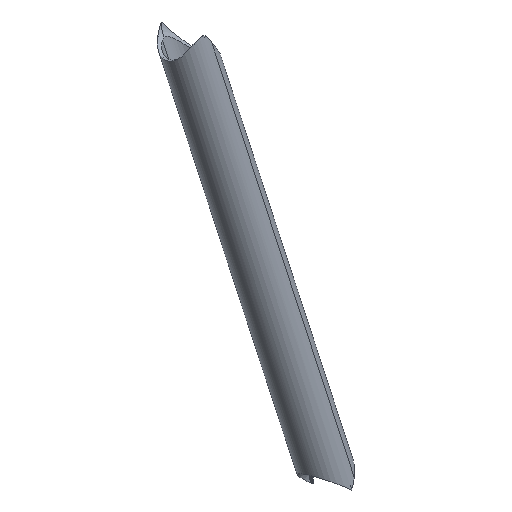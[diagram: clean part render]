
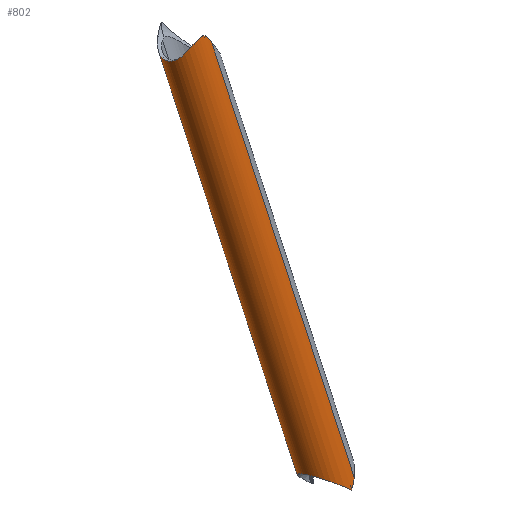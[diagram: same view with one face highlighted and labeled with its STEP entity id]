
A CAD part, isometric view. The second image highlights one B-rep face of the part: STEP entity #802.
In plain terms, the highlighted cylindrical face has radius 12.5 mm (diameter 25 mm), a partial arc.
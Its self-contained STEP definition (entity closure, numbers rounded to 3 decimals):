
#63=CARTESIAN_POINT('Vertex',(-340.644,171.57,-50.681)) ;
#67=CARTESIAN_POINT('Control Point',(-332.546,184.651,-63.152)) ;
#68=CARTESIAN_POINT('Control Point',(-333.887,184.538,-61.844)) ;
#69=CARTESIAN_POINT('Control Point',(-335.19,184.263,-60.512)) ;
#70=CARTESIAN_POINT('Control Point',(-336.435,183.814,-59.17)) ;
#71=CARTESIAN_POINT('Control Point',(-338.406,182.719,-56.906)) ;
#72=CARTESIAN_POINT('Control Point',(-339.976,180.962,-54.774)) ;
#73=CARTESIAN_POINT('Control Point',(-340.533,180.123,-53.939)) ;
#74=CARTESIAN_POINT('Control Point',(-341.221,178.575,-52.719)) ;
#75=CARTESIAN_POINT('Control Point',(-341.505,176.754,-51.78)) ;
#76=CARTESIAN_POINT('Control Point',(-341.547,176.039,-51.476)) ;
#77=CARTESIAN_POINT('Control Point',(-341.498,174.705,-51.03)) ;
#78=CARTESIAN_POINT('Control Point',(-341.233,173.349,-50.781)) ;
#79=CARTESIAN_POINT('Control Point',(-341.073,172.746,-50.709)) ;
#80=CARTESIAN_POINT('Control Point',(-340.875,172.151,-50.677)) ;
#81=CARTESIAN_POINT('Control Point',(-340.644,171.57,-50.681)) ;
#82=CARTESIAN_POINT('Vertex',(-332.546,184.651,-63.152)) ;
#183=CARTESIAN_POINT('Vertex',(-326.954,160.594,-59.562)) ;
#187=CARTESIAN_POINT('Control Point',(-326.954,160.594,-59.562)) ;
#188=CARTESIAN_POINT('Control Point',(-327.253,160.656,-59.303)) ;
#189=CARTESIAN_POINT('Control Point',(-327.527,160.72,-59.067)) ;
#190=CARTESIAN_POINT('Control Point',(-327.757,160.779,-58.871)) ;
#191=CARTESIAN_POINT('Control Point',(-328.188,160.893,-58.508)) ;
#192=CARTESIAN_POINT('Control Point',(-328.651,161.031,-58.121)) ;
#193=CARTESIAN_POINT('Control Point',(-328.915,161.113,-57.902)) ;
#194=CARTESIAN_POINT('Control Point',(-330.569,161.676,-56.548)) ;
#195=CARTESIAN_POINT('Control Point',(-332.216,162.447,-55.277)) ;
#196=CARTESIAN_POINT('Control Point',(-333.531,163.211,-54.317)) ;
#197=CARTESIAN_POINT('Control Point',(-335.408,164.548,-53.037)) ;
#198=CARTESIAN_POINT('Control Point',(-337.14,166.231,-52.021)) ;
#199=CARTESIAN_POINT('Control Point',(-337.669,166.797,-51.731)) ;
#200=CARTESIAN_POINT('Control Point',(-338.681,168.004,-51.22)) ;
#201=CARTESIAN_POINT('Control Point',(-339.572,169.354,-50.877)) ;
#202=CARTESIAN_POINT('Control Point',(-339.98,170.064,-50.753)) ;
#203=CARTESIAN_POINT('Control Point',(-340.341,170.805,-50.685)) ;
#204=CARTESIAN_POINT('Control Point',(-340.644,171.57,-50.681)) ;
#273=CARTESIAN_POINT('Vertex',(-323.372,162.574,-55.842)) ;
#279=CARTESIAN_POINT('Control Point',(-326.955,160.594,-59.562)) ;
#280=CARTESIAN_POINT('Control Point',(-326.73,160.677,-59.316)) ;
#281=CARTESIAN_POINT('Control Point',(-326.526,160.759,-59.095)) ;
#282=CARTESIAN_POINT('Control Point',(-326.352,160.832,-58.91)) ;
#283=CARTESIAN_POINT('Control Point',(-326.024,160.976,-58.559)) ;
#284=CARTESIAN_POINT('Control Point',(-325.666,161.149,-58.181)) ;
#285=CARTESIAN_POINT('Control Point',(-325.463,161.25,-57.967)) ;
#286=CARTESIAN_POINT('Control Point',(-324.897,161.554,-57.377)) ;
#287=CARTESIAN_POINT('Control Point',(-324.337,161.896,-56.804)) ;
#288=CARTESIAN_POINT('Control Point',(-324.012,162.109,-56.477)) ;
#289=CARTESIAN_POINT('Control Point',(-323.69,162.335,-56.156)) ;
#290=CARTESIAN_POINT('Control Point',(-323.372,162.574,-55.842)) ;
#438=CARTESIAN_POINT('Vertex',(-358.686,247.555,154.008)) ;
#442=CARTESIAN_POINT('Control Point',(-358.686,247.555,154.008)) ;
#443=CARTESIAN_POINT('Control Point',(-360.35,246.37,152.557)) ;
#444=CARTESIAN_POINT('Control Point',(-361.937,244.83,151.306)) ;
#445=CARTESIAN_POINT('Control Point',(-363.389,242.953,150.315)) ;
#446=CARTESIAN_POINT('Control Point',(-364.56,240.674,149.767)) ;
#447=CARTESIAN_POINT('Control Point',(-365.247,238.264,149.796)) ;
#448=CARTESIAN_POINT('Vertex',(-365.247,238.264,149.796)) ;
#488=CARTESIAN_POINT('Line Origine',(-336.461,194.072,52.898)) ;
#492=CARTESIAN_POINT('Vertex',(-349.018,224.29,157.219)) ;
#495=CARTESIAN_POINT('Line Origine',(-345.614,216.099,45.415)) ;
#705=CARTESIAN_POINT('Vertex',(-359.231,225.502,160.616)) ;
#715=CARTESIAN_POINT('Control Point',(-359.231,225.502,160.616)) ;
#716=CARTESIAN_POINT('Control Point',(-360.159,225.673,159.535)) ;
#717=CARTESIAN_POINT('Control Point',(-361.055,225.973,158.447)) ;
#718=CARTESIAN_POINT('Control Point',(-361.907,226.409,157.363)) ;
#719=CARTESIAN_POINT('Control Point',(-363.431,227.532,155.311)) ;
#720=CARTESIAN_POINT('Control Point',(-364.626,229.219,153.44)) ;
#721=CARTESIAN_POINT('Control Point',(-365.106,230.171,152.598)) ;
#722=CARTESIAN_POINT('Control Point',(-365.773,232.244,151.183)) ;
#723=CARTESIAN_POINT('Control Point',(-365.89,234.665,150.262)) ;
#724=CARTESIAN_POINT('Control Point',(-365.804,235.874,149.962)) ;
#725=CARTESIAN_POINT('Control Point',(-365.583,237.085,149.81)) ;
#726=CARTESIAN_POINT('Control Point',(-365.247,238.264,149.796)) ;
#748=CARTESIAN_POINT('Vertex',(-353.941,224.983,162.757)) ;
#758=CARTESIAN_POINT('Control Point',(-353.941,224.983,162.757)) ;
#759=CARTESIAN_POINT('Control Point',(-355.275,224.791,162.235)) ;
#760=CARTESIAN_POINT('Control Point',(-356.632,224.808,161.693)) ;
#761=CARTESIAN_POINT('Control Point',(-357.967,225.047,161.147)) ;
#762=CARTESIAN_POINT('Control Point',(-359.231,225.502,160.616)) ;
#771=CARTESIAN_POINT('Axis2P3D Location',(-341.038,205.086,49.157)) ;
#777=CARTESIAN_POINT('Control Point',(-351.775,224.812,161.388)) ;
#778=CARTESIAN_POINT('Control Point',(-350.85,224.565,160.012)) ;
#779=CARTESIAN_POINT('Control Point',(-349.93,224.387,158.622)) ;
#780=CARTESIAN_POINT('Control Point',(-349.018,224.29,157.219)) ;
#781=CARTESIAN_POINT('Vertex',(-351.775,224.812,161.388)) ;
#785=CARTESIAN_POINT('Control Point',(-353.941,224.983,162.757)) ;
#786=CARTESIAN_POINT('Control Point',(-353.22,224.872,162.307)) ;
#787=CARTESIAN_POINT('Control Point',(-352.496,224.814,161.85)) ;
#788=CARTESIAN_POINT('Control Point',(-351.775,224.812,161.388)) ;
#489=DIRECTION('Vector Direction',(0.115,-0.276,-0.954)) ;
#496=DIRECTION('Vector Direction',(0.115,-0.276,-0.954)) ;
#772=DIRECTION('Axis2P3D Direction',(0.115,-0.276,-0.954)) ;
#773=DIRECTION('Axis2P3D XDirection',(0.366,-0.881,0.299)) ;
#774=AXIS2_PLACEMENT_3D('Cylinder Axis2P3D',#771,#772,#773) ;
#791=ORIENTED_EDGE('',*,*,#763,.T.) ;
#792=ORIENTED_EDGE('',*,*,#727,.T.) ;
#793=ORIENTED_EDGE('',*,*,#450,.F.) ;
#794=ORIENTED_EDGE('',*,*,#499,.T.) ;
#795=ORIENTED_EDGE('',*,*,#84,.T.) ;
#796=ORIENTED_EDGE('',*,*,#205,.F.) ;
#797=ORIENTED_EDGE('',*,*,#291,.T.) ;
#798=ORIENTED_EDGE('',*,*,#494,.F.) ;
#799=ORIENTED_EDGE('',*,*,#783,.F.) ;
#800=ORIENTED_EDGE('',*,*,#789,.F.) ;
#490=VECTOR('Line Direction',#489,1.) ;
#497=VECTOR('Line Direction',#496,1.) ;
#802=ADVANCED_FACE('Corps principal',(#801),#775,.T.) ;
#66=B_SPLINE_CURVE_WITH_KNOTS('',5,(#67,#68,#69,#70,#71,#72,#73,#74,#75,#76,#77,#78,#79,#80,#81),.UNSPECIFIED.,.F.,.U.,(6,3,3,3,6),(0.,13.266,22.355,27.815,32.238),.UNSPECIFIED.) ;
#186=B_SPLINE_CURVE_WITH_KNOTS('',5,(#187,#188,#189,#190,#191,#192,#193,#194,#195,#196,#197,#198,#199,#200,#201,#202,#203,#204),.UNSPECIFIED.,.F.,.U.,(6,3,3,3,3,6),(0.688,3.634,6.58,19.265,25.083,30.901),.UNSPECIFIED.) ;
#278=B_SPLINE_CURVE_WITH_KNOTS('',5,(#279,#280,#281,#282,#283,#284,#285,#286,#287,#288,#289,#290),.UNSPECIFIED.,.F.,.U.,(6,3,3,6),(0.769,3.345,5.922,9.509),.UNSPECIFIED.) ;
#441=B_SPLINE_CURVE_WITH_KNOTS('',5,(#442,#443,#444,#445,#446,#447),.UNSPECIFIED.,.F.,.U.,(6,6),(0.,17.715),.UNSPECIFIED.) ;
#714=B_SPLINE_CURVE_WITH_KNOTS('',5,(#715,#716,#717,#718,#719,#720,#721,#722,#723,#724,#725,#726),.UNSPECIFIED.,.F.,.U.,(6,3,3,6),(9.688,19.824,29.27,37.945),.UNSPECIFIED.) ;
#757=B_SPLINE_CURVE_WITH_KNOTS('',4,(#758,#759,#760,#761,#762),.UNSPECIFIED.,.F.,.U.,(5,5),(6.477,14.648),.UNSPECIFIED.) ;
#776=B_SPLINE_CURVE_WITH_KNOTS('',3,(#777,#778,#779,#780),.UNSPECIFIED.,.F.,.U.,(4,4),(7.482,14.592),.UNSPECIFIED.) ;
#784=B_SPLINE_CURVE_WITH_KNOTS('',3,(#785,#786,#787,#788),.UNSPECIFIED.,.F.,.U.,(4,4),(0.672,4.306),.UNSPECIFIED.) ;
#775=CYLINDRICAL_SURFACE('generated cylinder',#774,12.5) ;
#84=EDGE_CURVE('',#83,#64,#66,.T.) ;
#205=EDGE_CURVE('',#184,#64,#186,.T.) ;
#291=EDGE_CURVE('',#184,#274,#278,.T.) ;
#450=EDGE_CURVE('',#439,#449,#441,.T.) ;
#494=EDGE_CURVE('',#493,#274,#491,.T.) ;
#499=EDGE_CURVE('',#439,#83,#498,.T.) ;
#727=EDGE_CURVE('',#706,#449,#714,.T.) ;
#763=EDGE_CURVE('',#749,#706,#757,.T.) ;
#783=EDGE_CURVE('',#782,#493,#776,.T.) ;
#789=EDGE_CURVE('',#749,#782,#784,.T.) ;
#790=EDGE_LOOP('',(#791,#792,#793,#794,#795,#796,#797,#798,#799,#800)) ;
#801=FACE_OUTER_BOUND('',#790,.T.) ;
#491=LINE('Line',#488,#490) ;
#498=LINE('Line',#495,#497) ;
#64=VERTEX_POINT('',#63) ;
#83=VERTEX_POINT('',#82) ;
#184=VERTEX_POINT('',#183) ;
#274=VERTEX_POINT('',#273) ;
#439=VERTEX_POINT('',#438) ;
#449=VERTEX_POINT('',#448) ;
#493=VERTEX_POINT('',#492) ;
#706=VERTEX_POINT('',#705) ;
#749=VERTEX_POINT('',#748) ;
#782=VERTEX_POINT('',#781) ;
